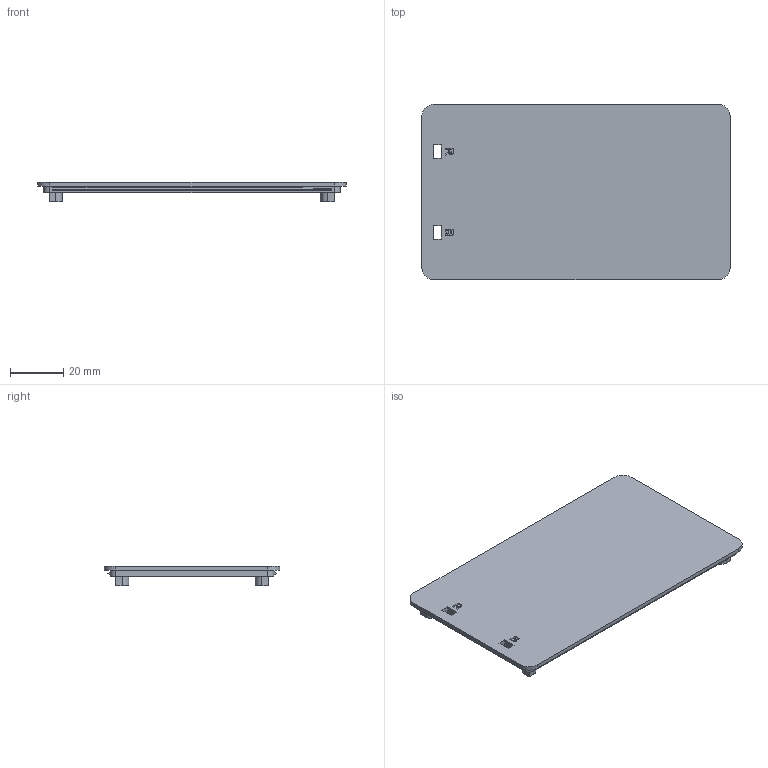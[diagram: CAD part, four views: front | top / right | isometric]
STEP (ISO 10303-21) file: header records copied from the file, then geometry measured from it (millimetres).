
FILE_DESCRIPTION(/* description */ (''),/* implementation_level */ '2;1');
FILE_NAME(/* name */ 'Back CoverV15.step',/* time_stamp */ '2025-10-04T00:12:17+01:00',/* author */ (''),/* organization */ (''),/* preprocessor_version */ 'ST-DEVELOPER v20.1',/* originating_system */ 'Autodesk Translation Framework v14.17.0.0',/* authorisation */ '');
FILE_SCHEMA (('AUTOMOTIVE_DESIGN { 1 0 10303 214 3 1 1 }'));
Length unit declared in the file: millimetre
Products named in the file (1): Back Cover
Bounding box: 116 x 66 x 7.5 mm (x, y, z)
Volume: 13773.8 mm3; surface area: 18092.9 mm2
Topology: 1 solids, 1 shells, 137 faces, 376 edges, 248 vertices
Faces by surface type: plane 85, bspline 40, cylinder 12
Entity records: 4711 total; most frequent: CARTESIAN_POINT 1442, ORIENTED_EDGE 752, DIRECTION 516, EDGE_CURVE 376, LINE 272, VECTOR 272, VERTEX_POINT 248, EDGE_LOOP 148
